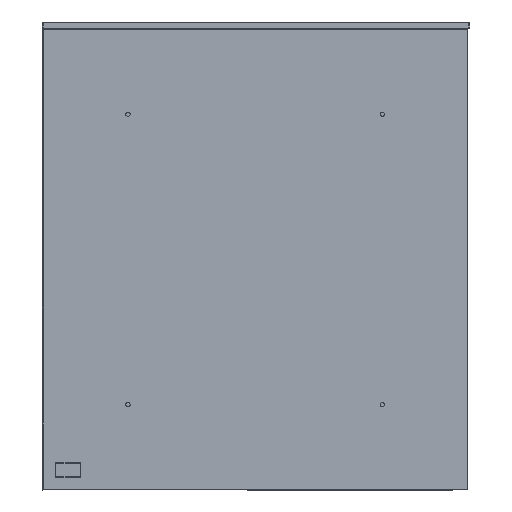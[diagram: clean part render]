
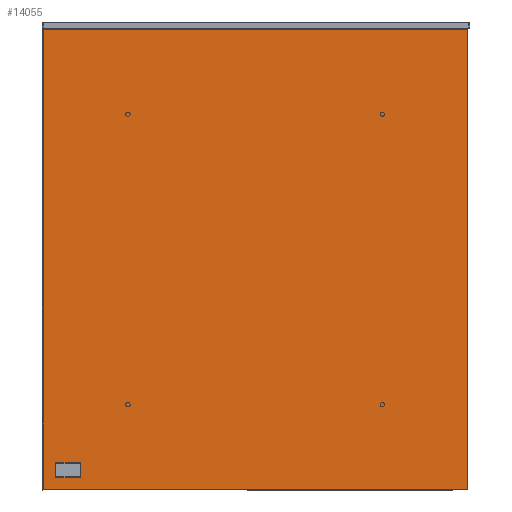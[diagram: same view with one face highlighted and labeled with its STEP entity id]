
A CAD part, left-side view. The second image highlights one B-rep face of the part: STEP entity #14055.
In plain terms, the highlighted planar face has unit normal (-1, 0, 0).
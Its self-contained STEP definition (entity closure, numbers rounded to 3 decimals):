
#13793=CARTESIAN_POINT('',(-1421.743,3185.176,1.131));
#13794=VERTEX_POINT('',#13793);
#13795=CARTESIAN_POINT('',(-1421.743,3185.176,538.869));
#13796=VERTEX_POINT('',#13795);
#13797=CARTESIAN_POINT('',(-1421.743,3185.176,1.131));
#13798=DIRECTION('',(0.0,0.0,1.0));
#13799=VECTOR('',#13798,537.737);
#13800=LINE('',#13797,#13799);
#13801=EDGE_CURVE('',#13794,#13796,#13800,.T.);
#13824=CARTESIAN_POINT('',(-1421.743,3184.845,539.2));
#13825=VERTEX_POINT('',#13824);
#13826=CARTESIAN_POINT('',(-1421.743,3185.176,538.869));
#13827=DIRECTION('',(0.0,-0.707,0.707));
#13828=VECTOR('',#13827,0.469);
#13829=LINE('',#13826,#13828);
#13830=EDGE_CURVE('',#13796,#13825,#13829,.T.);
#13848=CARTESIAN_POINT('',(-1421.743,2689.107,539.2));
#13849=VERTEX_POINT('',#13848);
#13850=CARTESIAN_POINT('',(-1421.743,3184.845,539.2));
#13851=DIRECTION('',(0.0,-1.0,0.0));
#13852=VECTOR('',#13851,495.737);
#13853=LINE('',#13850,#13852);
#13854=EDGE_CURVE('',#13825,#13849,#13853,.T.);
#13881=CARTESIAN_POINT('',(-1421.743,2688.776,538.869));
#13882=VERTEX_POINT('',#13881);
#13883=CARTESIAN_POINT('',(-1421.743,2689.107,539.2));
#13884=DIRECTION('',(0.0,-0.707,-0.707));
#13885=VECTOR('',#13884,0.469);
#13886=LINE('',#13883,#13885);
#13887=EDGE_CURVE('',#13849,#13882,#13886,.T.);
#13912=CARTESIAN_POINT('',(-1421.743,2688.776,1.131));
#13913=VERTEX_POINT('',#13912);
#13914=CARTESIAN_POINT('',(-1421.743,2688.776,538.869));
#13915=DIRECTION('',(0.0,0.0,-1.0));
#13916=VECTOR('',#13915,537.737);
#13917=LINE('',#13914,#13916);
#13918=EDGE_CURVE('',#13882,#13913,#13917,.T.);
#13943=CARTESIAN_POINT('',(-1421.743,2689.107,0.8));
#13944=VERTEX_POINT('',#13943);
#13945=CARTESIAN_POINT('',(-1421.743,2688.776,1.131));
#13946=DIRECTION('',(0.0,0.707,-0.707));
#13947=VECTOR('',#13946,0.469);
#13948=LINE('',#13945,#13947);
#13949=EDGE_CURVE('',#13913,#13944,#13948,.T.);
#13972=CARTESIAN_POINT('',(-1421.743,3184.845,0.8));
#13973=VERTEX_POINT('',#13972);
#13974=CARTESIAN_POINT('',(-1421.743,2689.107,0.8));
#13975=DIRECTION('',(0.0,1.0,0.0));
#13976=VECTOR('',#13975,495.737);
#13977=LINE('',#13974,#13976);
#13978=EDGE_CURVE('',#13944,#13973,#13977,.T.);
#13996=CARTESIAN_POINT('',(-1421.743,3184.845,0.8));
#13997=DIRECTION('',(0.0,0.707,0.707));
#13998=VECTOR('',#13997,0.469);
#13999=LINE('',#13996,#13998);
#14000=EDGE_CURVE('',#13973,#13794,#13999,.T.);
#14040=CARTESIAN_POINT('',(-1421.743,2936.976,0.799));
#14041=DIRECTION('',(-1.0,0.0,0.0));
#14042=DIRECTION('',(0.0,0.0,1.0));
#14043=AXIS2_PLACEMENT_3D('',#14040,#14041,#14042);
#14044=PLANE('',#14043);
#14045=ORIENTED_EDGE('',*,*,#13801,.F.);
#14046=ORIENTED_EDGE('',*,*,#14000,.F.);
#14047=ORIENTED_EDGE('',*,*,#13978,.F.);
#14048=ORIENTED_EDGE('',*,*,#13949,.F.);
#14049=ORIENTED_EDGE('',*,*,#13918,.F.);
#14050=ORIENTED_EDGE('',*,*,#13887,.F.);
#14051=ORIENTED_EDGE('',*,*,#13854,.F.);
#14052=ORIENTED_EDGE('',*,*,#13830,.F.);
#14053=EDGE_LOOP('',(#14045,#14046,#14047,#14048,#14049,#14050,#14051,#14052));
#14054=FACE_OUTER_BOUND('',#14053,.T.);
#14055=ADVANCED_FACE('',(#14054),#14044,.T.);
